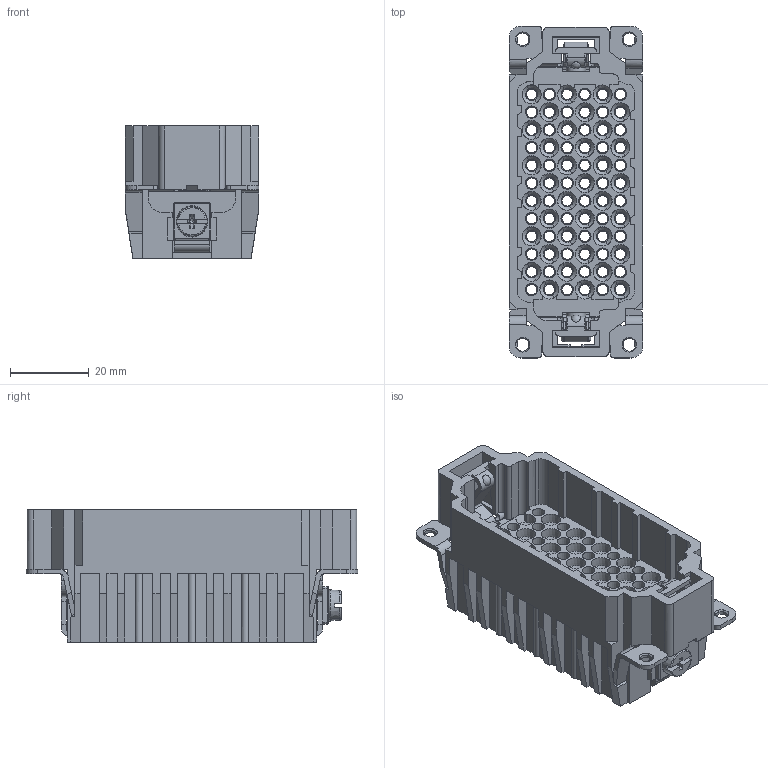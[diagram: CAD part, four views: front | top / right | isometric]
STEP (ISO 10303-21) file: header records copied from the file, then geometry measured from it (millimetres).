
FILE_DESCRIPTION(('CATIA V5 STEP Exchange','CAx-IF Rec.Pracs.--- Model Styling and Organization---1.4--- 2014-01-23'),'2;1');
FILE_NAME ('255441-2_1', '2019-07-25T17:27:05+00:00', ('none'), ('Weidmueller'), 'CATIA Version 5-6 Release 2016 SP3 HF44', 'CATIA V5 STEP AP214', 'none');
FILE_SCHEMA(('AUTOMOTIVE_DESIGN { 1 0 10303 214 1 1 1 1 }'));
Products named in the file (1): 1092130000
Bounding box: 33.9 x 84.2 x 33.5 mm (x, y, z)
Volume: 29924.5 mm3; surface area: 35603.9 mm2
Topology: 1 solids, 1 shells, 2084 faces, 5161 edges, 3091 vertices
Faces by surface type: cone 888, plane 605, cylinder 553, torus 16, bspline 16, sphere 6
Entity records: 56785 total; most frequent: CARTESIAN_POINT 12526, ORIENTED_EDGE 10310, DIRECTION 6890, EDGE_CURVE 5155, VERTEX_POINT 3091, VECTOR 2955, LINE 2955, AXIS2_PLACEMENT_3D 2835
